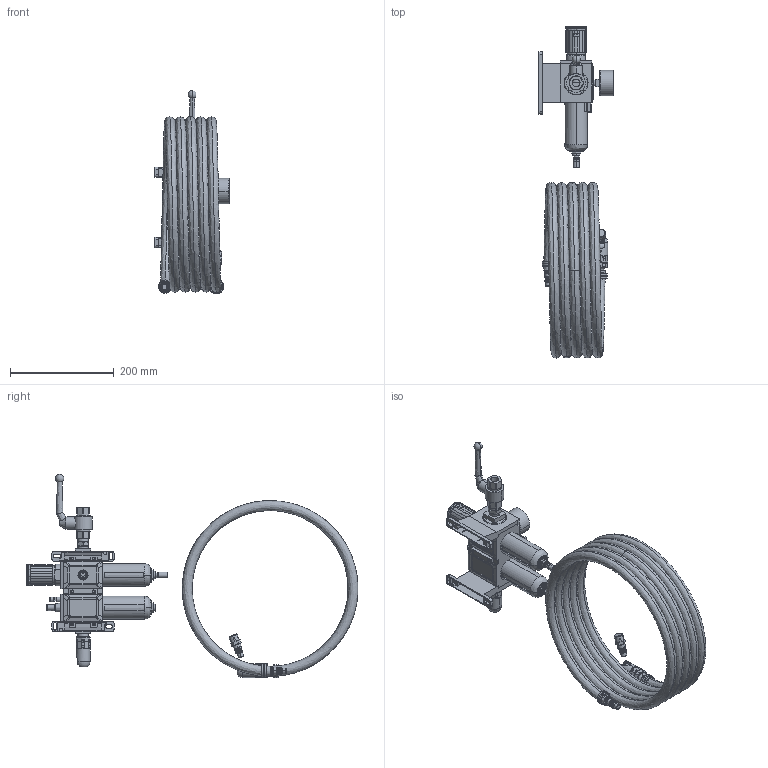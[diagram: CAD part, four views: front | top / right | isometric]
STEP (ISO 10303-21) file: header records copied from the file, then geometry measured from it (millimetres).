
FILE_DESCRIPTION((''),'2;1');
FILE_NAME('8202085028_ASM','2020-05-25T19:02:31',('INEVDh'),(''),'CREO PARAMETRIC BY PTC INC, 2018100','CREO PARAMETRIC BY PTC INC, 2018100','');
FILE_SCHEMA(('CONFIG_CONTROL_DESIGN'));
Products named in the file (27): 4221000166; 4221000186_IMP1; 4221000186_IMP3; 4221000186_IMP2; 4221000186_IMP4; 4221000186_IMP5; 4221000464_ASM; 9090016001; 8202030630; 9090193202; 9090193402; 9090193302; 0663212400_AF1; 0663210606_AF1; 9090200600_MED; 9090197201; 8202110710_ASM; 4390208284; 0663212400_AF2; 0663210606_AF2; 9090192901; 8202110703_ASM; 4150162109; 4221005102; 4221005107; 8202118224_ASM; 8202085028_ASM
Assembly tree (36 placements, depth 4):
  8202085028_ASM
    4221000166
    4221000464_ASM
      4221000186_IMP1
      4221000186_IMP3  x2
      4221000186_IMP2
      4221000186_IMP4  x4
      4221000186_IMP5  x2
    9090016001
    8202030630
    8202110710_ASM
      9090193202
      9090193402
      9090193302
      0663212400_AF1
      0663210606_AF1
      9090200600_MED
      9090197201
    8202118224_ASM
      4390208284
      8202110703_ASM
        9090193202
        9090193402
        9090193302
        0663212400_AF2
        0663210606_AF2
        9090200600_MED
        9090192901
      4150162109  x2
      4221005102
      4221005107
Bounding box: 143.5 x 640.67 x 392.12 mm (x, y, z)
Volume: 2120833.9 mm3; surface area: 767328.4 mm2
Topology: 35 solids, 40 shells, 2388 faces, 6185 edges, 3916 vertices
Faces by surface type: plane 926, cylinder 683, torus 338, cone 320, bspline 93, sphere 28
Entity records: 74241 total; most frequent: CARTESIAN_POINT 21120, DIRECTION 11522, ORIENTED_EDGE 10928, EDGE_CURVE 5473, AXIS2_PLACEMENT_3D 4497, VERTEX_POINT 3513, VECTOR 2528, LINE 2528
